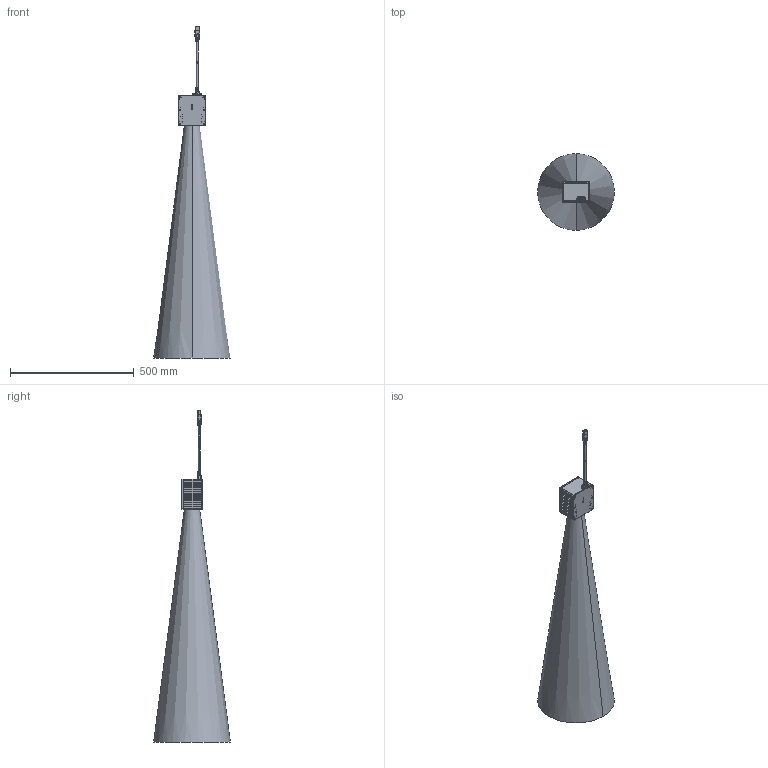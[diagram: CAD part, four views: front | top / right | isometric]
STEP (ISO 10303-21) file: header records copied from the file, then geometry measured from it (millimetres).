
FILE_DESCRIPTION((''),'2;1');
FILE_NAME('TELE-15_WITHOUT','2020-03-31T',('jingyang.wu'),(''),'CREO PARAMETRIC BY PTC INC, 2017480','CREO PARAMETRIC BY PTC INC, 2017480','');
FILE_SCHEMA(('CONFIG_CONTROL_DESIGN'));
Length unit declared in the file: millimetre
Products named in the file (1): TELE-15_WITHOUT
Bounding box: 309.17 x 309.17 x 1339.7 mm (x, y, z)
Volume: 1019678.8 mm3; surface area: 700886.2 mm2
Topology: 5 solids, 104 shells, 2596 faces, 6472 edges, 4055 vertices
Faces by surface type: plane 1436, cylinder 736, cone 228, torus 114, bspline 60, sphere 20, extrusion 2
Entity records: 102633 total; most frequent: CARTESIAN_POINT 21445, DIRECTION 13236, ORIENTED_EDGE 12576, EDGE_CURVE 6392, AXIS2_PLACEMENT_3D 4643, VERTEX_POINT 4055, VECTOR 3950, LINE 3948
